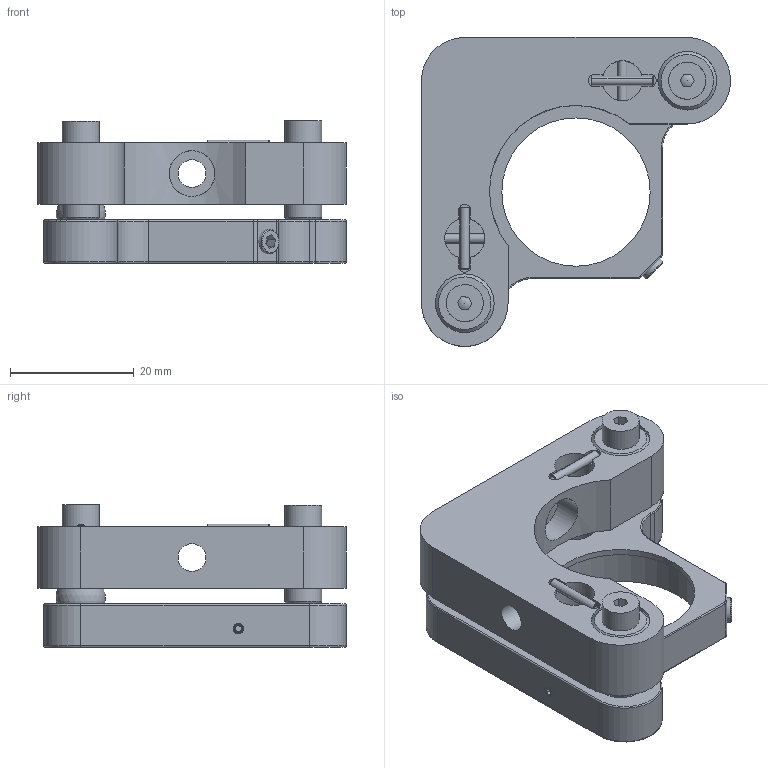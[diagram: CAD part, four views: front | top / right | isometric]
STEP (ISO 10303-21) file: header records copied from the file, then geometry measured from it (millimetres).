
FILE_DESCRIPTION (( 'STEP AP203' ), '1' );
FILE_NAME ('04PMS-1(M)-H.STEP', '2023-06-17T06:14:52', ( '' ), ( '' ), 'SwSTEP 2.0', 'SolidWorks 2022', '' );
FILE_SCHEMA (( 'CONFIG_CONTROL_DESIGN' ));
Length unit declared in the file: millimetre
Products named in the file (1): 04PMS-1(M)-H
Bounding box: 50 x 50 x 23.04 mm (x, y, z)
Surface area: 11039.2 mm2 (no closed solid volume)
Topology: 0 solids, 22 shells, 163 faces, 432 edges, 291 vertices
Faces by surface type: plane 68, cylinder 62, torus 20, cone 9, sphere 4
Full cylindrical faces by diameter (mm): 1.5 x2, 1.6 x1, 1.7 x2, 3.3 x1, 4 x1, 4.5 x2, 6 x2, 6.5 x4, 7.4 x2, 9.5 x2, 24 x1
Entity records: 5360 total; most frequent: CARTESIAN_POINT 1375, DIRECTION 853, ORIENTED_EDGE 681, EDGE_CURVE 385, AXIS2_PLACEMENT_3D 334, VERTEX_POINT 278, EDGE_LOOP 228, LINE 185
